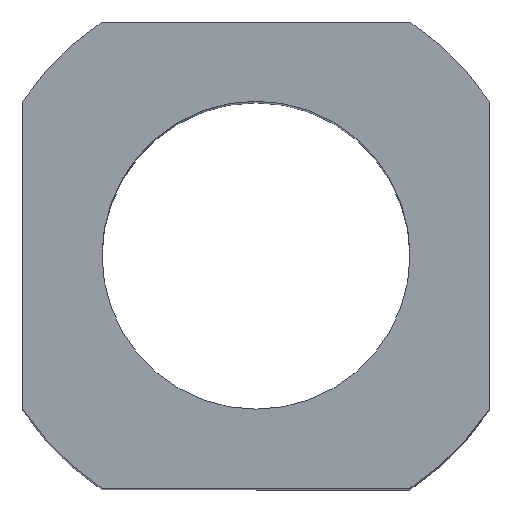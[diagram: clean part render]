
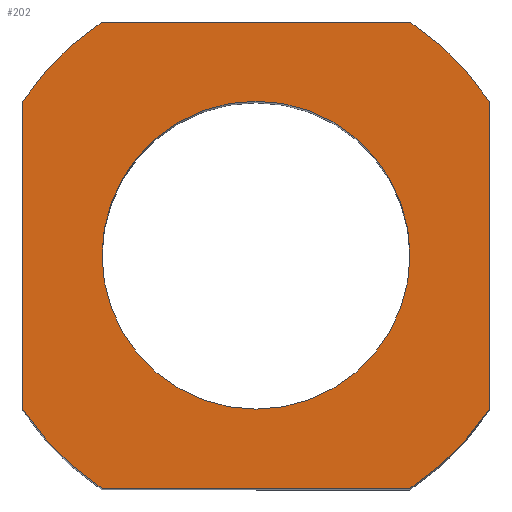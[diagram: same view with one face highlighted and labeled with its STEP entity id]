
A CAD part, top view. The second image highlights one B-rep face of the part: STEP entity #202.
In plain terms, the highlighted planar face has unit normal (0, 0, 1).
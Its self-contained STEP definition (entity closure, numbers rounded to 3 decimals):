
#2 = CARTESIAN_POINT ( 'NONE',  ( 0., 0., 6.35 ) ) ;
#4 = EDGE_CURVE ( 'NONE', #407, #445, #174, .T. ) ;
#5 = DIRECTION ( 'NONE',  ( 1., 0., 0. ) ) ;
#8 = CARTESIAN_POINT ( 'NONE',  ( -2.098, 3.18, 6.35 ) ) ;
#11 = CARTESIAN_POINT ( 'NONE',  ( 3.18, 2.098, 6.35 ) ) ;
#12 = AXIS2_PLACEMENT_3D ( 'NONE', #397, #108, #76 ) ;
#17 = EDGE_CURVE ( 'NONE', #445, #371, #418, .T. ) ;
#21 = EDGE_LOOP ( 'NONE', ( #307, #347 ) ) ;
#26 = CARTESIAN_POINT ( 'NONE',  ( 0., 0., 6.35 ) ) ;
#37 = EDGE_CURVE ( 'NONE', #367, #61, #214, .T. ) ;
#44 = CARTESIAN_POINT ( 'NONE',  ( 3.18, -2.098, 6.35 ) ) ;
#49 = CARTESIAN_POINT ( 'NONE',  ( -2.098, -3.18, 6.35 ) ) ;
#50 = CIRCLE ( 'NONE', #12, 3.81 ) ;
#60 = DIRECTION ( 'NONE',  ( 1., 0., 0. ) ) ;
#61 = VERTEX_POINT ( 'NONE', #141 ) ;
#65 = DIRECTION ( 'NONE',  ( 1., 0., 0. ) ) ;
#71 = VERTEX_POINT ( 'NONE', #8 ) ;
#72 = DIRECTION ( 'NONE',  ( -1., 0., 0. ) ) ;
#76 = DIRECTION ( 'NONE',  ( 1., 0., 0. ) ) ;
#81 = ORIENTED_EDGE ( 'NONE', *, *, #17, .T. ) ;
#102 = DIRECTION ( 'NONE',  ( 0., 0., 1. ) ) ;
#105 = DIRECTION ( 'NONE',  ( 0., -1., 0. ) ) ;
#108 = DIRECTION ( 'NONE',  ( 0., 0., 1. ) ) ;
#114 = CIRCLE ( 'NONE', #360, 2.1 ) ;
#123 = ORIENTED_EDGE ( 'NONE', *, *, #197, .T. ) ;
#125 = CIRCLE ( 'NONE', #309, 2.1 ) ;
#131 = DIRECTION ( 'NONE',  ( 1., 0., 0. ) ) ;
#138 = FACE_BOUND ( 'NONE', #21, .T. ) ;
#139 = VECTOR ( 'NONE', #72, 1000. ) ;
#141 = CARTESIAN_POINT ( 'NONE',  ( 2.098, 3.18, 6.35 ) ) ;
#142 = DIRECTION ( 'NONE',  ( 1., 0., 0. ) ) ;
#146 = CARTESIAN_POINT ( 'NONE',  ( -3.18, -2.098, 6.35 ) ) ;
#159 = VERTEX_POINT ( 'NONE', #246 ) ;
#161 = LINE ( 'NONE', #342, #346 ) ;
#162 = EDGE_CURVE ( 'NONE', #240, #429, #125, .T. ) ;
#170 = CIRCLE ( 'NONE', #229, 3.81 ) ;
#174 = LINE ( 'NONE', #351, #281 ) ;
#181 = CARTESIAN_POINT ( 'NONE',  ( 0., 0., 6.35 ) ) ;
#190 = EDGE_CURVE ( 'NONE', #429, #240, #114, .T. ) ;
#195 = ORIENTED_EDGE ( 'NONE', *, *, #37, .T. ) ;
#197 = EDGE_CURVE ( 'NONE', #221, #367, #161, .T. ) ;
#202 = ADVANCED_FACE ( 'NONE', ( #265, #138 ), #363, .T. ) ;
#214 = CIRCLE ( 'NONE', #338, 3.81 ) ;
#215 = EDGE_CURVE ( 'NONE', #71, #407, #50, .T. ) ;
#221 = VERTEX_POINT ( 'NONE', #44 ) ;
#227 = DIRECTION ( 'NONE',  ( 0., 0., 1. ) ) ;
#229 = AXIS2_PLACEMENT_3D ( 'NONE', #327, #390, #142 ) ;
#232 = ORIENTED_EDGE ( 'NONE', *, *, #352, .T. ) ;
#237 = EDGE_CURVE ( 'NONE', #159, #221, #170, .T. ) ;
#240 = VERTEX_POINT ( 'NONE', #427 ) ;
#241 = DIRECTION ( 'NONE',  ( 1., 0., 0. ) ) ;
#246 = CARTESIAN_POINT ( 'NONE',  ( 2.098, -3.18, 6.35 ) ) ;
#247 = LINE ( 'NONE', #391, #139 ) ;
#251 = CARTESIAN_POINT ( 'NONE',  ( 2.098, -3.18, 6.35 ) ) ;
#263 = ORIENTED_EDGE ( 'NONE', *, *, #276, .T. ) ;
#265 = FACE_OUTER_BOUND ( 'NONE', #382, .T. ) ;
#276 = EDGE_CURVE ( 'NONE', #371, #159, #424, .T. ) ;
#281 = VECTOR ( 'NONE', #105, 1000. ) ;
#291 = AXIS2_PLACEMENT_3D ( 'NONE', #181, #102, #5 ) ;
#307 = ORIENTED_EDGE ( 'NONE', *, *, #162, .F. ) ;
#309 = AXIS2_PLACEMENT_3D ( 'NONE', #357, #326, #370 ) ;
#319 = DIRECTION ( 'NONE',  ( 0., 0., 1. ) ) ;
#321 = DIRECTION ( 'NONE',  ( 0., 0., 1. ) ) ;
#326 = DIRECTION ( 'NONE',  ( 0., 0., 1. ) ) ;
#327 = CARTESIAN_POINT ( 'NONE',  ( 0., 0., 6.35 ) ) ;
#338 = AXIS2_PLACEMENT_3D ( 'NONE', #2, #321, #241 ) ;
#342 = CARTESIAN_POINT ( 'NONE',  ( 3.18, -2.098, 6.35 ) ) ;
#344 = ORIENTED_EDGE ( 'NONE', *, *, #215, .T. ) ;
#346 = VECTOR ( 'NONE', #375, 1000. ) ;
#347 = ORIENTED_EDGE ( 'NONE', *, *, #190, .F. ) ;
#351 = CARTESIAN_POINT ( 'NONE',  ( -3.18, -2.098, 6.35 ) ) ;
#352 = EDGE_CURVE ( 'NONE', #61, #71, #247, .T. ) ;
#353 = VECTOR ( 'NONE', #65, 1000. ) ;
#357 = CARTESIAN_POINT ( 'NONE',  ( 0., 0., 6.35 ) ) ;
#360 = AXIS2_PLACEMENT_3D ( 'NONE', #26, #227, #60 ) ;
#363 = PLANE ( 'NONE',  #291 ) ;
#367 = VERTEX_POINT ( 'NONE', #11 ) ;
#369 = AXIS2_PLACEMENT_3D ( 'NONE', #448, #319, #131 ) ;
#370 = DIRECTION ( 'NONE',  ( 1., 0., 0. ) ) ;
#371 = VERTEX_POINT ( 'NONE', #49 ) ;
#375 = DIRECTION ( 'NONE',  ( 0., 1., 0. ) ) ;
#382 = EDGE_LOOP ( 'NONE', ( #195, #232, #344, #403, #81, #263, #396, #123 ) ) ;
#390 = DIRECTION ( 'NONE',  ( 0., 0., 1. ) ) ;
#391 = CARTESIAN_POINT ( 'NONE',  ( 2.098, 3.18, 6.35 ) ) ;
#396 = ORIENTED_EDGE ( 'NONE', *, *, #237, .T. ) ;
#397 = CARTESIAN_POINT ( 'NONE',  ( 0., 0., 6.35 ) ) ;
#403 = ORIENTED_EDGE ( 'NONE', *, *, #4, .T. ) ;
#404 = CARTESIAN_POINT ( 'NONE',  ( -3.18, 2.098, 6.35 ) ) ;
#407 = VERTEX_POINT ( 'NONE', #404 ) ;
#418 = CIRCLE ( 'NONE', #369, 3.81 ) ;
#424 = LINE ( 'NONE', #251, #353 ) ;
#427 = CARTESIAN_POINT ( 'NONE',  ( -2.1, 0., 6.35 ) ) ;
#429 = VERTEX_POINT ( 'NONE', #434 ) ;
#434 = CARTESIAN_POINT ( 'NONE',  ( 2.1, 0., 6.35 ) ) ;
#445 = VERTEX_POINT ( 'NONE', #146 ) ;
#448 = CARTESIAN_POINT ( 'NONE',  ( 0., 0., 6.35 ) ) ;
